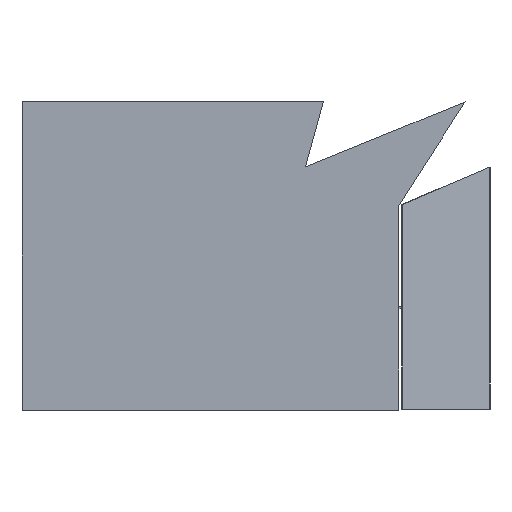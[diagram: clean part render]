
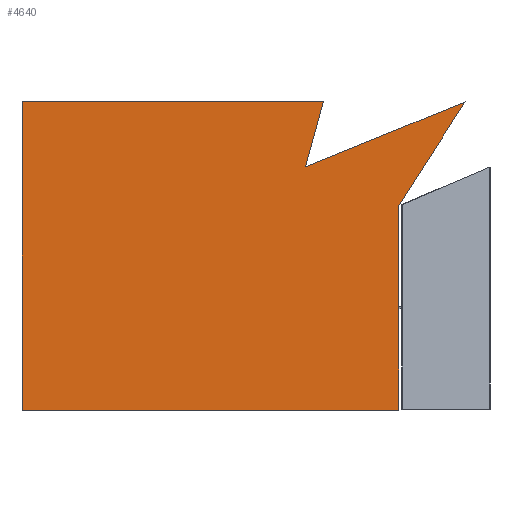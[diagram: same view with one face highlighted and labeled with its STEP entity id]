
A CAD part, left-side view. The second image highlights one B-rep face of the part: STEP entity #4640.
In plain terms, the highlighted face is planar.
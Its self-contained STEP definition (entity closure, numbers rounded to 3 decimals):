
#4399=CARTESIAN_POINT('Line Origine',(5.,-465.591,23.257)) ;
#4403=CARTESIAN_POINT('Vertex',(5.,-685.591,23.257)) ;
#4405=CARTESIAN_POINT('Vertex',(5.,-245.591,23.257)) ;
#4439=CARTESIAN_POINT('Line Origine',(5.,-258.728,-24.211)) ;
#4443=CARTESIAN_POINT('Vertex',(5.,-271.866,-71.679)) ;
#4470=CARTESIAN_POINT('Line Origine',(5.,-155.29,-24.211)) ;
#4474=CARTESIAN_POINT('Vertex',(5.,-38.713,23.257)) ;
#4501=CARTESIAN_POINT('Line Origine',(5.,-87.152,-52.266)) ;
#4505=CARTESIAN_POINT('Vertex',(5.,-135.591,-127.788)) ;
#4532=CARTESIAN_POINT('Line Origine',(5.,-135.591,-277.266)) ;
#4536=CARTESIAN_POINT('Vertex',(5.,-135.591,-426.743)) ;
#4563=CARTESIAN_POINT('Line Origine',(5.,-410.591,-426.743)) ;
#4567=CARTESIAN_POINT('Vertex',(5.,-685.591,-426.743)) ;
#4594=CARTESIAN_POINT('Line Origine',(5.,-685.591,-201.743)) ;
#4626=CARTESIAN_POINT('Axis2P3D Location',(5.,0.,0.)) ;
#4400=DIRECTION('Vector Direction',(0.,-1.,0.)) ;
#4440=DIRECTION('Vector Direction',(0.,0.267,0.964)) ;
#4471=DIRECTION('Vector Direction',(0.,-0.926,-0.377)) ;
#4502=DIRECTION('Vector Direction',(0.,0.54,0.842)) ;
#4533=DIRECTION('Vector Direction',(0.,0.,-1.)) ;
#4564=DIRECTION('Vector Direction',(0.,1.,0.)) ;
#4595=DIRECTION('Vector Direction',(0.,0.,-1.)) ;
#4627=DIRECTION('Axis2P3D Direction',(-1.,0.,0.)) ;
#4628=DIRECTION('Axis2P3D XDirection',(0.,-1.,0.)) ;
#4629=AXIS2_PLACEMENT_3D('Plane Axis2P3D',#4626,#4627,#4628) ;
#4632=ORIENTED_EDGE('',*,*,#4598,.F.) ;
#4633=ORIENTED_EDGE('',*,*,#4569,.F.) ;
#4634=ORIENTED_EDGE('',*,*,#4538,.F.) ;
#4635=ORIENTED_EDGE('',*,*,#4507,.F.) ;
#4636=ORIENTED_EDGE('',*,*,#4476,.F.) ;
#4637=ORIENTED_EDGE('',*,*,#4445,.F.) ;
#4638=ORIENTED_EDGE('',*,*,#4407,.F.) ;
#4401=VECTOR('Line Direction',#4400,1.) ;
#4441=VECTOR('Line Direction',#4440,1.) ;
#4472=VECTOR('Line Direction',#4471,1.) ;
#4503=VECTOR('Line Direction',#4502,1.) ;
#4534=VECTOR('Line Direction',#4533,1.) ;
#4565=VECTOR('Line Direction',#4564,1.) ;
#4596=VECTOR('Line Direction',#4595,1.) ;
#4640=ADVANCED_FACE('',(#4639),#4630,.F.) ;
#4407=EDGE_CURVE('',#4404,#4406,#4402,.F.) ;
#4445=EDGE_CURVE('',#4406,#4444,#4442,.F.) ;
#4476=EDGE_CURVE('',#4444,#4475,#4473,.F.) ;
#4507=EDGE_CURVE('',#4475,#4506,#4504,.F.) ;
#4538=EDGE_CURVE('',#4506,#4537,#4535,.T.) ;
#4569=EDGE_CURVE('',#4537,#4568,#4566,.F.) ;
#4598=EDGE_CURVE('',#4568,#4404,#4597,.F.) ;
#4631=EDGE_LOOP('',(#4632,#4633,#4634,#4635,#4636,#4637,#4638)) ;
#4639=FACE_OUTER_BOUND('',#4631,.T.) ;
#4402=LINE('Line',#4399,#4401) ;
#4442=LINE('Line',#4439,#4441) ;
#4473=LINE('Line',#4470,#4472) ;
#4504=LINE('Line',#4501,#4503) ;
#4535=LINE('Line',#4532,#4534) ;
#4566=LINE('Line',#4563,#4565) ;
#4597=LINE('Line',#4594,#4596) ;
#4630=PLANE('Plane',#4629) ;
#4404=VERTEX_POINT('',#4403) ;
#4406=VERTEX_POINT('',#4405) ;
#4444=VERTEX_POINT('',#4443) ;
#4475=VERTEX_POINT('',#4474) ;
#4506=VERTEX_POINT('',#4505) ;
#4537=VERTEX_POINT('',#4536) ;
#4568=VERTEX_POINT('',#4567) ;
